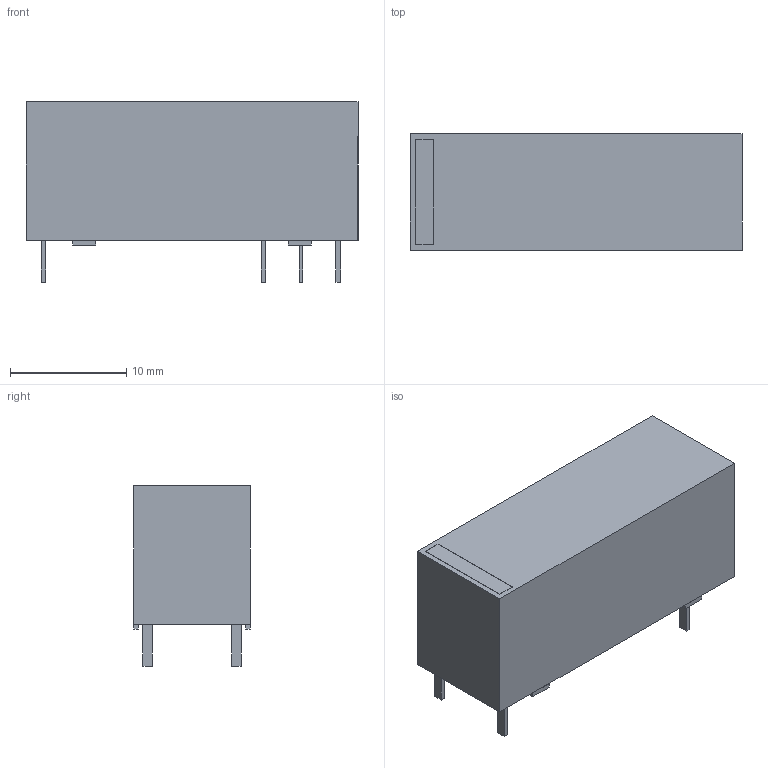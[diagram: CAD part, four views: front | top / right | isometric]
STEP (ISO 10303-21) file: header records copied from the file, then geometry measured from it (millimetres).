
FILE_DESCRIPTION((''),'2;1');
FILE_NAME('REL_OMRON_G6R-1.stp','2009-04-01T11:30:53',(''),(''),'Mechanical Desktop 2006','Mechanical Desktop 2006',', , ');
FILE_SCHEMA(('AUTOMOTIVE_DESIGN { 1 2 10303 214 0 1 1 1 }'));
Length unit declared in the file: millimetre
Products named in the file (1): Product
Bounding box: 28.5 x 10 x 15.5 mm (x, y, z)
Volume: 3398.3 mm3; surface area: 1575.2 mm2
Topology: 11 solids, 11 shells, 71 faces, 144 edges, 96 vertices
Faces by surface type: bspline 48, plane 23
Entity records: 1867 total; most frequent: CARTESIAN_POINT 456, ORIENTED_EDGE 288, DIRECTION 192, VECTOR 144, LINE 144, EDGE_CURVE 144, VERTEX_POINT 96, EDGE_LOOP 72
